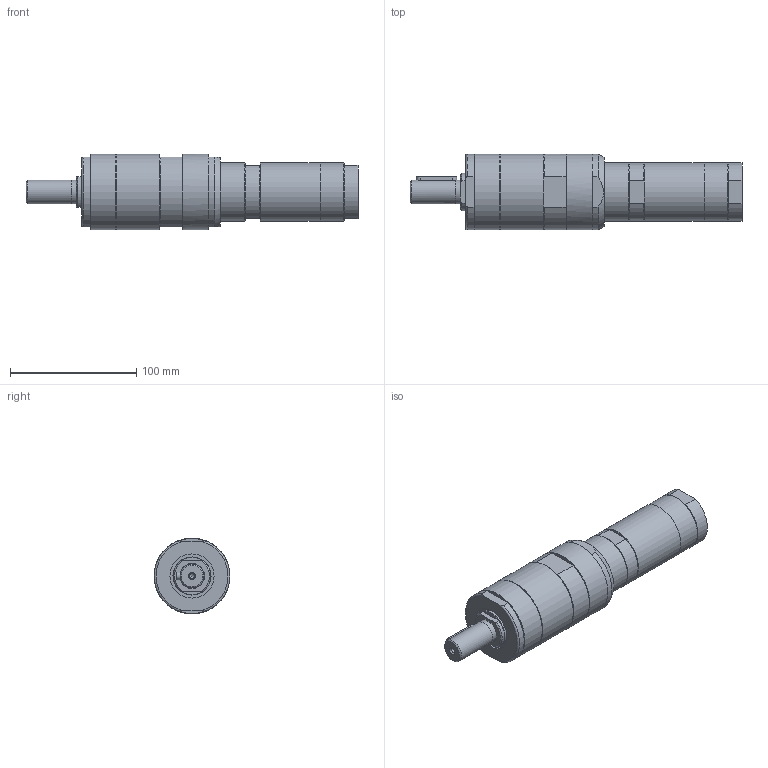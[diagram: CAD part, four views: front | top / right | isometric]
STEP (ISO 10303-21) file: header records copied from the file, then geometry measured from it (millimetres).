
FILE_DESCRIPTION(/* description */ (''),/* implementation_level */ '2;1');
FILE_NAME(/* name */ 'MUD 62-50_60025457.stp',/* time_stamp */ '2018-12-11T17:57:38+01:00',/* author */ ('flambert'),/* organization */ (''),/* preprocessor_version */ 'ST-DEVELOPER v17',/* originating_system */ 'Autodesk Inventor 2018',/* authorisation */ '');
FILE_SCHEMA (('AUTOMOTIVE_DESIGN { 1 0 10303 214 3 1 1 }'));
Length unit declared in the file: millimetre
Products named in the file (1): MUD 62-50_60025457
Bounding box: 263 x 60 x 60 mm (x, y, z)
Volume: 494285.3 mm3; surface area: 53405.6 mm2
Topology: 1 solids, 5 shells, 227 faces, 589 edges, 393 vertices
Faces by surface type: plane 120, cylinder 54, cone 37, torus 7, bspline 7, sphere 2
Full cylindrical faces by diameter (mm): 1.55 x2, 3.6 x1, 4 x1, 4.134 x1, 5 x1, 5.5 x1, 11.445 x2, 18.631 x1, 18.8 x1, 19 x1, 29.95 x1, 35 x1, 36.5 x1, 40 x2, 46 x3, 46.5 x1, 55.178 x1, 55.376 x1, 60 x3
Entity records: 7499 total; most frequent: CARTESIAN_POINT 1528, DIRECTION 1211, ORIENTED_EDGE 1176, EDGE_CURVE 588, AXIS2_PLACEMENT_3D 462, VERTEX_POINT 393, LINE 287, VECTOR 287
